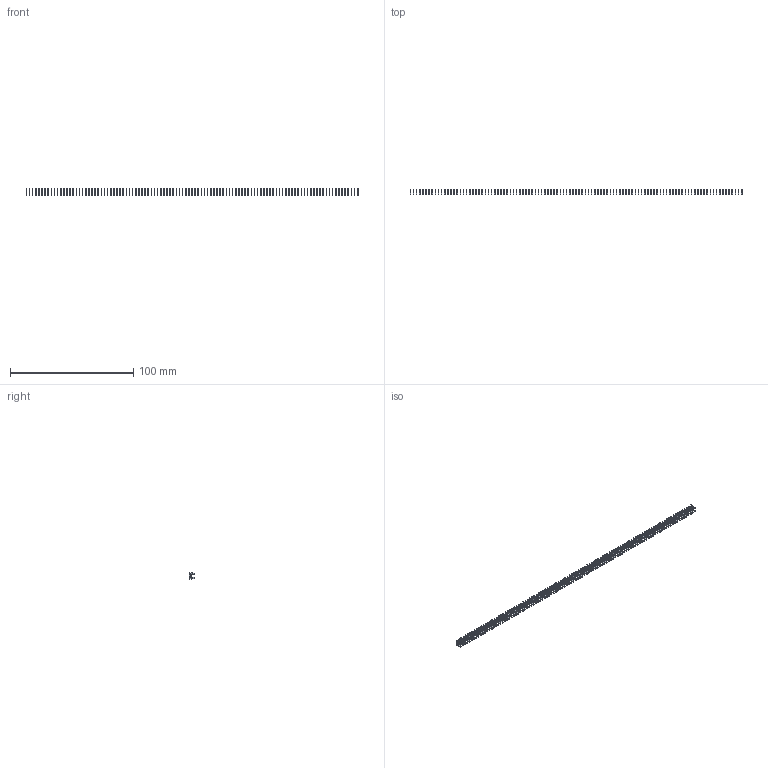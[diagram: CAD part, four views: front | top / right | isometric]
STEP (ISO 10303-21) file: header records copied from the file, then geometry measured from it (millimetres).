
FILE_DESCRIPTION (( 'STEP AP203' ), '1' );
FILE_NAME ('105-107-208-100.STEP', '2020-04-08T01:21:12', ( '' ), ( '' ), 'SwSTEP 2.0', 'SolidWorks 2016', '' );
FILE_SCHEMA (( 'CONFIG_CONTROL_DESIGN' ));
Length unit declared in the file: inch
Products named in the file (2): 105-107-208-100; 100-290-001_100-290-208
Assembly tree (107 placements, depth 2):
  105-107-208-100
    100-290-001_100-290-208  x107
Bounding box: 269.75 x 4.82 x 5.17 mm (x, y, z)
Volume: 736.2 mm3; surface area: 4547.1 mm2
Topology: 107 solids, 107 shells, 2675 faces, 7383 edges, 4922 vertices
Faces by surface type: plane 2354, cylinder 321
Entity records: 4381 total; most frequent: DIRECTION 345, CARTESIAN_POINT 250, COORDINATED_UNIVERSAL_TIME_OFFSET 224, LOCAL_TIME 224, DATE_AND_TIME 224, CALENDAR_DATE 224, AXIS2_PLACEMENT_3D 141, ORIENTED_EDGE 138
